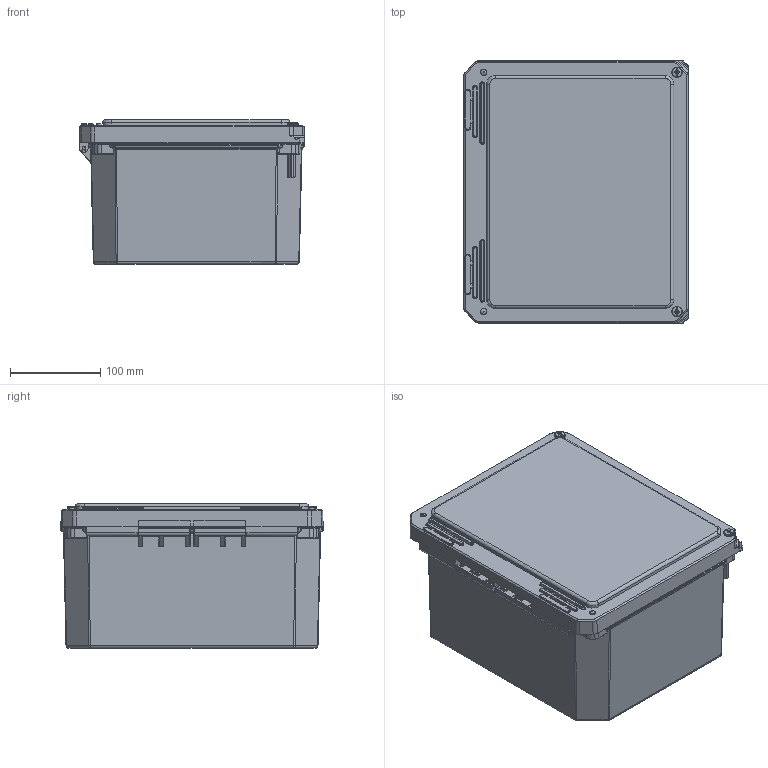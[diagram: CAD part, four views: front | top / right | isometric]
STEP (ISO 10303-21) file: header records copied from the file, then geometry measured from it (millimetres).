
FILE_DESCRIPTION(/* description */ (''),/* implementation_level */ '2;1');
FILE_NAME(/* name */ 'HW-100806CHSC.stp',/* time_stamp */ '2014-03-12T13:31:04-05:00',/* author */ ('pmescher'),/* organization */ (''),/* preprocessor_version */ 'ST-DEVELOPER v15.2',/* originating_system */ 'Autodesk Inventor 2014',/* authorisation */ '');
FILE_SCHEMA (('AUTOMOTIVE_DESIGN { 1 0 10303 214 3 1 1 }'));
Products named in the file (14): DS100806BOX; BRASS INSERT-(; BRASS INSERT-(_1; BRASS INSERT-(_2; RMHINGAT40006-03; DS100806CVR; GA1008; WP1008HWU; BRASS INSERT-(_3; COVER SCREW; O_RING_COVER; DS COVER  BUSH; 1008 Vanity Plug; DS100806HW_STP
Bounding box: 248.93 x 290.15 x 160.28 mm (x, y, z)
Volume: 1159754 mm3; surface area: 638584.1 mm2
Topology: 29 solids, 29 shells, 2233 faces, 5474 edges, 3212 vertices
Faces by surface type: cylinder 864, plane 703, bspline 388, torus 146, cone 80, sphere 52
Full cylindrical faces by diameter (mm): 3.429 x2, 3.48 x4, 3.81 x2, 3.861 x8, 3.962 x16, 5.055 x2, 5.3 x2, 5.563 x2, 5.766 x2, 6.248 x16, 6.401 x4, 6.426 x4, 7.938 x2, 11.049 x2, 11.43 x2
Entity records: 77884 total; most frequent: CARTESIAN_POINT 31727, DIRECTION 9824, ORIENTED_EDGE 9460, EDGE_CURVE 4730, AXIS2_PLACEMENT_3D 3800, VERTEX_POINT 2852, LINE 2224, VECTOR 2224
